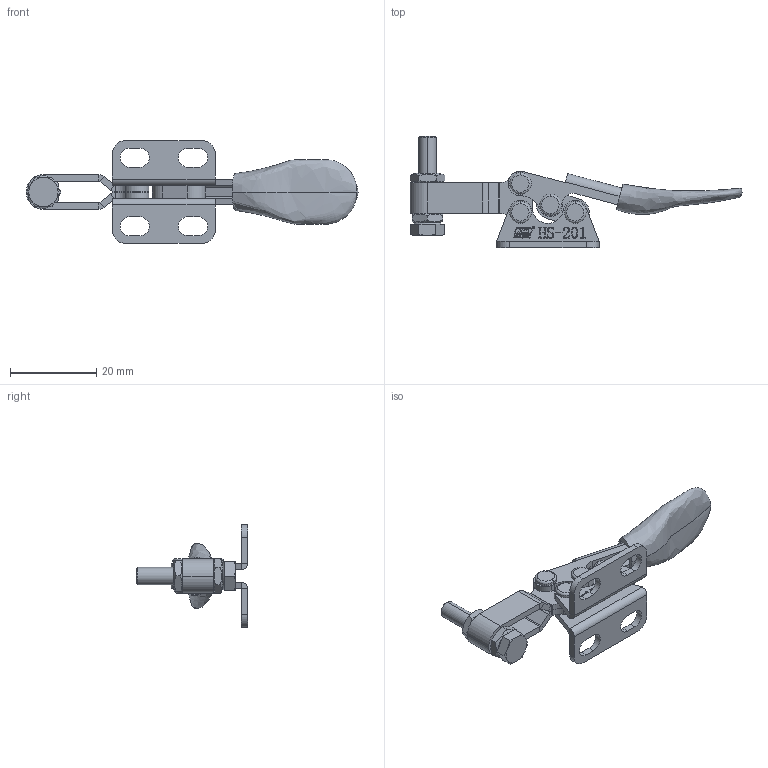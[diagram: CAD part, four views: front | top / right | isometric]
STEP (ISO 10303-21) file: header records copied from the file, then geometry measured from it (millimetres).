
FILE_DESCRIPTION (( 'STEP AP203' ), '1' );
FILE_NAME ('HS-201 装配体.STEP', '2018-12-07T02:53:05', ( 'PCOS' ), ( '微软中国' ), 'SwSTEP 2.0', 'SolidWorks 2012', '' );
FILE_SCHEMA (( 'CONFIG_CONTROL_DESIGN' ));
Length unit declared in the file: millimetre
Products named in the file (9): HS-201  蚾饜极; 蟀裝; hex thin nuts-grades ab-chamfered gb_GB_FASTENER_NUT_STNAB M4-N; hexagon head bolts-full thread gb_GB_FASTENER_BOLT_STBAB A M4X20-C; 种; 揤參; 忒梟; 忒參; 楊擘菁釱
Assembly tree (13 placements, depth 2):
  HS-201  蚾饜极
    楊擘菁釱  x2
    忒參
    忒梟
    揤參
    种  x4
    hexagon head bolts-full thread gb_GB_FASTENER_BOLT_STBAB A M4X20-C
    hex thin nuts-grades ab-chamfered gb_GB_FASTENER_NUT_STNAB M4-N  x2
    蟀裝
Bounding box: 76.92 x 25.8 x 23.8 mm (x, y, z)
Volume: 4248.9 mm3; surface area: 6109.7 mm2
Topology: 13 solids, 13 shells, 924 faces, 2411 edges, 1572 vertices
Faces by surface type: plane 462, bspline 237, cylinder 183, cone 26, torus 16
Entity records: 23976 total; most frequent: CARTESIAN_POINT 10680, ORIENTED_EDGE 2712, DIRECTION 2186, EDGE_CURVE 1356, VERTEX_POINT 878, VECTOR 828, LINE 828, AXIS2_PLACEMENT_3D 679
